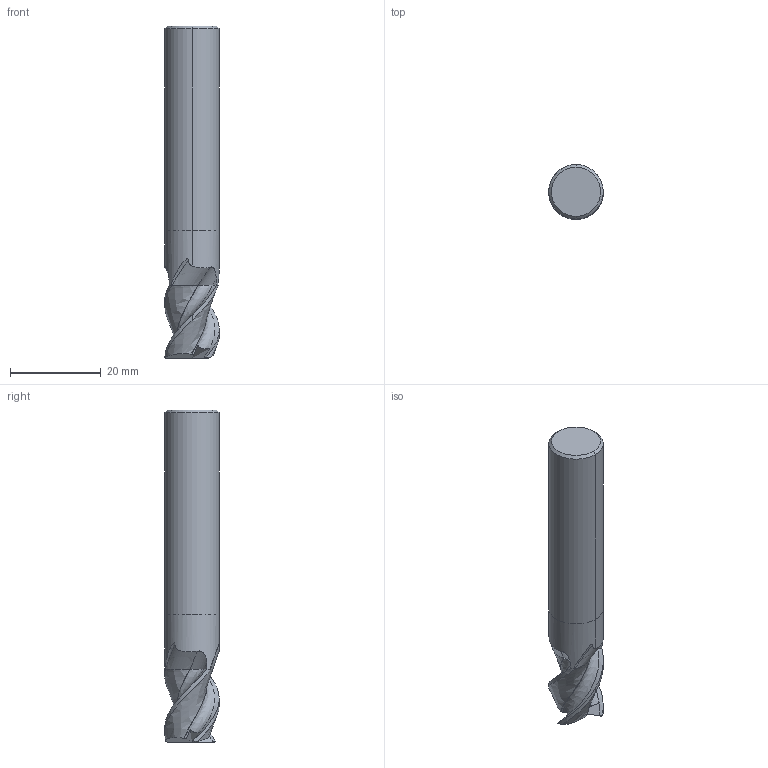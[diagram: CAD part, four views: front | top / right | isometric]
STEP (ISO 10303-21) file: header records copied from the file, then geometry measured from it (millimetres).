
FILE_DESCRIPTION(('no description'),'unknown implementation level');
FILE_NAME('BCU1-M01-0103-12-Detail.stp',' ',('CIMSOURCE GmbH'),('CADClick - KiM GmbH - www.kimweb.de'),'unknown preprocess','ACIS','unknown authorization');
FILE_SCHEMA(('automotive_design'));
Length unit declared in the file: millimetre
Products named in the file (2): NOCUT; CUT
Bounding box: 12 x 12 x 73 mm (x, y, z)
Volume: 7285.6 mm3; surface area: 3063.3 mm2
Topology: 2 solids, 2 shells, 58 faces, 154 edges, 101 vertices
Faces by surface type: plane 19, revolution 12, bspline 12, cone 11, cylinder 4
Entity records: 8322 total; most frequent: CARTESIAN_POINT 5252, STYLED_ITEM 315, PRESENTATION_STYLE_ASSIGNMENT 315, COLOUR_RGB 315, ORIENTED_EDGE 308, DIRECTION 204, EDGE_CURVE 154, CURVE_STYLE 154
